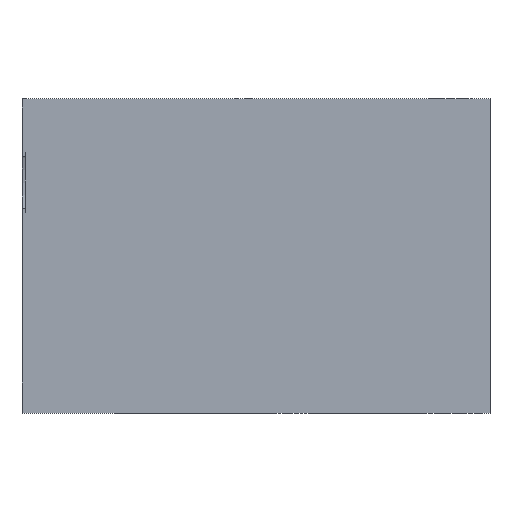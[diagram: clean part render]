
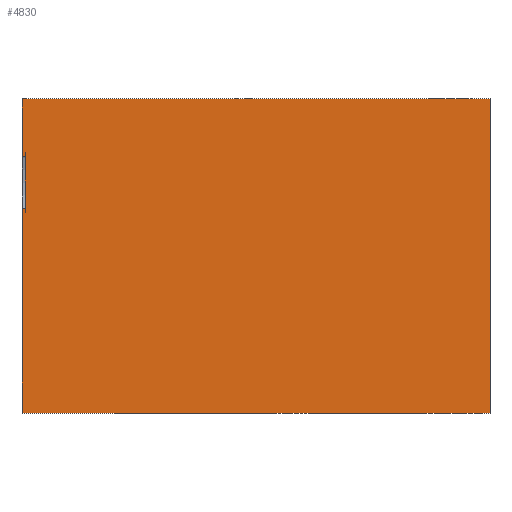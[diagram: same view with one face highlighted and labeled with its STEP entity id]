
A CAD part, left-side view. The second image highlights one B-rep face of the part: STEP entity #4830.
In plain terms, the highlighted planar face has unit normal (-1, 0, 0).
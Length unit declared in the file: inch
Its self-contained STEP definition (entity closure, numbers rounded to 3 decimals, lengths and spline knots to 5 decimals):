
#1=DIRECTION('',(0.,-1.,0.));
#2=VECTOR('',#1,4.375);
#3=CARTESIAN_POINT('',(0.,0.,0.));
#4=LINE('',#3,#2);
#471=DIRECTION('',(0.,-1.,0.));
#472=VECTOR('',#471,0.032);
#473=CARTESIAN_POINT('',(0.,0.,1.91599));
#474=LINE('',#473,#472);
#475=DIRECTION('',(0.,0.,-1.));
#476=VECTOR('',#475,0.48002);
#477=CARTESIAN_POINT('',(0.,-0.032,2.39601));
#478=LINE('',#477,#476);
#479=DIRECTION('',(0.,-1.,0.));
#480=VECTOR('',#479,0.032);
#481=CARTESIAN_POINT('',(0.,0.,2.39601));
#482=LINE('',#481,#480);
#483=DIRECTION('',(0.,0.,1.));
#484=VECTOR('',#483,0.54199);
#485=CARTESIAN_POINT('',(0.,0.,2.39601));
#486=LINE('',#485,#484);
#487=DIRECTION('',(0.,0.,1.));
#488=VECTOR('',#487,1.91599);
#489=CARTESIAN_POINT('',(0.,0.,0.));
#490=LINE('',#489,#488);
#555=DIRECTION('',(0.,-1.,0.));
#556=VECTOR('',#555,4.375);
#557=CARTESIAN_POINT('',(0.,0.,2.938));
#558=LINE('',#557,#556);
#1089=DIRECTION('',(0.,0.,1.));
#1090=VECTOR('',#1089,2.938);
#1091=CARTESIAN_POINT('',(0.,-4.375,0.));
#1092=LINE('',#1091,#1090);
#4215=CARTESIAN_POINT('',(0.,0.,0.));
#4216=CARTESIAN_POINT('',(0.,-4.375,0.));
#4217=VERTEX_POINT('',#4215);
#4218=VERTEX_POINT('',#4216);
#4223=CARTESIAN_POINT('',(0.,0.,2.938));
#4224=CARTESIAN_POINT('',(0.,-4.375,2.938));
#4225=VERTEX_POINT('',#4223);
#4226=VERTEX_POINT('',#4224);
#4438=CARTESIAN_POINT('',(0.,-0.032,2.39601));
#4439=CARTESIAN_POINT('',(0.,-0.032,1.91599));
#4440=VERTEX_POINT('',#4438);
#4441=VERTEX_POINT('',#4439);
#4442=CARTESIAN_POINT('',(0.,0.,1.91599));
#4443=VERTEX_POINT('',#4442);
#4444=CARTESIAN_POINT('',(0.,0.,2.39601));
#4445=VERTEX_POINT('',#4444);
#4808=CARTESIAN_POINT('',(0.,0.,0.));
#4809=DIRECTION('',(-1.,0.,0.));
#4810=DIRECTION('',(0.,-1.,0.));
#4811=AXIS2_PLACEMENT_3D('',#4808,#4809,#4810);
#4812=PLANE('',#4811);
#4814=ORIENTED_EDGE('',*,*,#4813,.T.);
#4816=ORIENTED_EDGE('',*,*,#4815,.F.);
#4818=ORIENTED_EDGE('',*,*,#4817,.F.);
#4820=ORIENTED_EDGE('',*,*,#4819,.T.);
#4822=ORIENTED_EDGE('',*,*,#4821,.T.);
#4824=ORIENTED_EDGE('',*,*,#4823,.F.);
#4825=ORIENTED_EDGE('',*,*,#4731,.F.);
#4827=ORIENTED_EDGE('',*,*,#4826,.T.);
#4828=EDGE_LOOP('',(#4814,#4816,#4818,#4820,#4822,#4824,#4825,#4827));
#4829=FACE_OUTER_BOUND('',#4828,.F.);
#4830=ADVANCED_FACE('',(#4829),#4812,.T.);
#4731=EDGE_CURVE('',#4217,#4218,#4,.T.);
#4813=EDGE_CURVE('',#4443,#4441,#474,.T.);
#4815=EDGE_CURVE('',#4440,#4441,#478,.T.);
#4817=EDGE_CURVE('',#4445,#4440,#482,.T.);
#4819=EDGE_CURVE('',#4445,#4225,#486,.T.);
#4821=EDGE_CURVE('',#4225,#4226,#558,.T.);
#4823=EDGE_CURVE('',#4218,#4226,#1092,.T.);
#4826=EDGE_CURVE('',#4217,#4443,#490,.T.);
